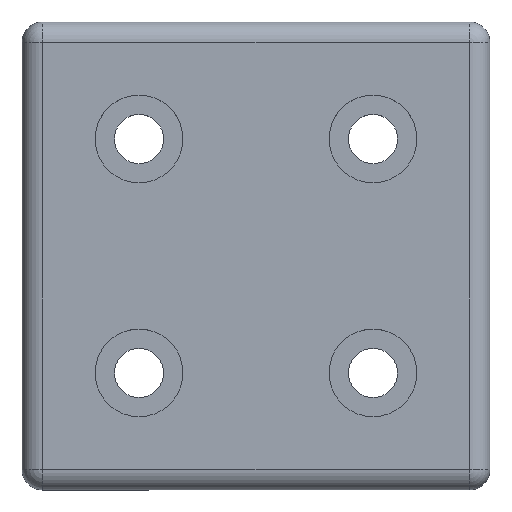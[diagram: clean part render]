
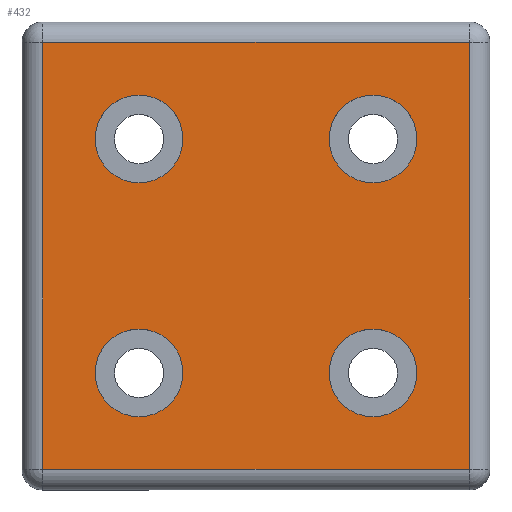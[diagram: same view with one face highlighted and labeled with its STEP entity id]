
A CAD part, top view. The second image highlights one B-rep face of the part: STEP entity #432.
In plain terms, the highlighted planar face has unit normal (0, 0, 1).
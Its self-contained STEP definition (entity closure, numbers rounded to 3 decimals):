
#51=CARTESIAN_POINT('',(-36.5,36.5,7.5));
#52=VERTEX_POINT('',#51);
#60=CARTESIAN_POINT('',(36.5,36.5,7.5));
#61=VERTEX_POINT('',#60);
#62=CARTESIAN_POINT('',(-36.5,36.5,7.5));
#63=DIRECTION('',(1.0,0.0,0.0));
#64=VECTOR('',#63,73.0);
#65=LINE('',#62,#64);
#66=EDGE_CURVE('',#52,#61,#65,.T.);
#100=CARTESIAN_POINT('',(36.5,-36.5,7.5));
#101=VERTEX_POINT('',#100);
#102=CARTESIAN_POINT('',(36.5,36.5,7.5));
#103=DIRECTION('',(0.0,-1.0,0.0));
#104=VECTOR('',#103,73.);
#105=LINE('',#102,#104);
#106=EDGE_CURVE('',#61,#101,#105,.T.);
#140=CARTESIAN_POINT('',(-36.5,-36.5,7.5));
#141=VERTEX_POINT('',#140);
#142=CARTESIAN_POINT('',(36.5,-36.5,7.5));
#143=DIRECTION('',(-1.0,0.0,0.0));
#144=VECTOR('',#143,73.0);
#145=LINE('',#142,#144);
#146=EDGE_CURVE('',#101,#141,#145,.T.);
#197=CARTESIAN_POINT('',(-36.5,-36.5,7.5));
#198=DIRECTION('',(0.0,1.0,0.0));
#199=VECTOR('',#198,73.0);
#200=LINE('',#197,#199);
#201=EDGE_CURVE('',#141,#52,#200,.T.);
#377=CARTESIAN_POINT('',(0.,0.,7.5));
#378=DIRECTION('',(0.0,0.0,1.0));
#379=DIRECTION('',(1.0,0.0,0.0));
#380=AXIS2_PLACEMENT_3D('',#377,#378,#379);
#381=PLANE('',#380);
#382=ORIENTED_EDGE('',*,*,#66,.F.);
#383=ORIENTED_EDGE('',*,*,#201,.F.);
#384=ORIENTED_EDGE('',*,*,#146,.F.);
#385=ORIENTED_EDGE('',*,*,#106,.F.);
#386=EDGE_LOOP('',(#382,#383,#384,#385));
#387=FACE_OUTER_BOUND('',#386,.T.);
#388=CARTESIAN_POINT('',(27.5,-20.0,7.5));
#389=VERTEX_POINT('',#388);
#390=CARTESIAN_POINT('',(20.,-20.0,7.5));
#391=DIRECTION('',(0.0,0.0,-1.0));
#392=DIRECTION('',(1.0,0.0,0.0));
#393=AXIS2_PLACEMENT_3D('',#390,#391,#392);
#394=CIRCLE('',#393,7.5);
#395=EDGE_CURVE('',#389,#389,#394,.T.);
#396=ORIENTED_EDGE('',*,*,#395,.T.);
#397=EDGE_LOOP('',(#396));
#398=FACE_BOUND('',#397,.T.);
#399=CARTESIAN_POINT('',(-12.5,20.0,7.5));
#400=VERTEX_POINT('',#399);
#401=CARTESIAN_POINT('',(-20.,20.0,7.5));
#402=DIRECTION('',(0.0,0.0,-1.0));
#403=DIRECTION('',(1.0,0.0,0.0));
#404=AXIS2_PLACEMENT_3D('',#401,#402,#403);
#405=CIRCLE('',#404,7.5);
#406=EDGE_CURVE('',#400,#400,#405,.T.);
#407=ORIENTED_EDGE('',*,*,#406,.T.);
#408=EDGE_LOOP('',(#407));
#409=FACE_BOUND('',#408,.T.);
#410=CARTESIAN_POINT('',(-12.5,-20.0,7.5));
#411=VERTEX_POINT('',#410);
#412=CARTESIAN_POINT('',(-20.,-20.0,7.5));
#413=DIRECTION('',(0.0,0.0,-1.0));
#414=DIRECTION('',(1.0,0.0,0.0));
#415=AXIS2_PLACEMENT_3D('',#412,#413,#414);
#416=CIRCLE('',#415,7.5);
#417=EDGE_CURVE('',#411,#411,#416,.T.);
#418=ORIENTED_EDGE('',*,*,#417,.T.);
#419=EDGE_LOOP('',(#418));
#420=FACE_BOUND('',#419,.T.);
#421=CARTESIAN_POINT('',(27.5,20.0,7.5));
#422=VERTEX_POINT('',#421);
#423=CARTESIAN_POINT('',(20.,20.0,7.5));
#424=DIRECTION('',(0.0,0.0,-1.0));
#425=DIRECTION('',(1.0,0.0,0.0));
#426=AXIS2_PLACEMENT_3D('',#423,#424,#425);
#427=CIRCLE('',#426,7.5);
#428=EDGE_CURVE('',#422,#422,#427,.T.);
#429=ORIENTED_EDGE('',*,*,#428,.T.);
#430=EDGE_LOOP('',(#429));
#431=FACE_BOUND('',#430,.T.);
#432=ADVANCED_FACE('',(#387,#398,#409,#420,#431),#381,.T.);
